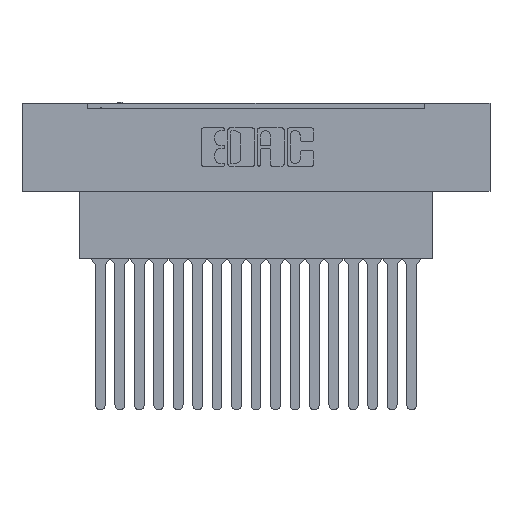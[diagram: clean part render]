
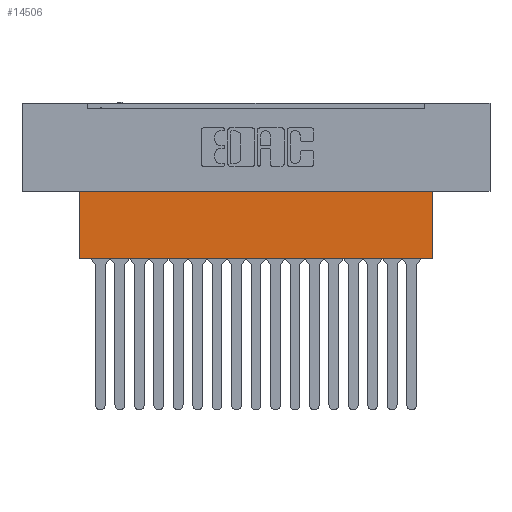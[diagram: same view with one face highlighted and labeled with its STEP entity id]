
A CAD part, top view. The second image highlights one B-rep face of the part: STEP entity #14506.
In plain terms, the highlighted planar face has unit normal (0, 0, 1).
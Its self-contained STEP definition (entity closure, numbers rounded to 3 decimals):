
#1348 = DIRECTION ( 'NONE',  ( 0., 1., 0. ) ) ;
#1373 = PLANE ( 'NONE',  #3966 ) ;
#2258 = ORIENTED_EDGE ( 'NONE', *, *, #19912, .F. ) ;
#3292 = LINE ( 'NONE', #10339, #20579 ) ;
#3966 = AXIS2_PLACEMENT_3D ( 'NONE', #14309, #18147, #23409 ) ;
#4087 = VECTOR ( 'NONE', #15147, 1000. ) ;
#6483 = EDGE_CURVE ( 'NONE', #8317, #10367, #16757, .T. ) ;
#6913 = VECTOR ( 'NONE', #11804, 1000. ) ;
#7175 = CARTESIAN_POINT ( 'NONE',  ( 61.112, -8.814, -3.962 ) ) ;
#7449 = ORIENTED_EDGE ( 'NONE', *, *, #14167, .F. ) ;
#7989 = FACE_OUTER_BOUND ( 'NONE', #8989, .T. ) ;
#8317 = VERTEX_POINT ( 'NONE', #19289 ) ;
#8409 = CARTESIAN_POINT ( 'NONE',  ( 7.468, 0., -3.962 ) ) ;
#8421 = CARTESIAN_POINT ( 'NONE',  ( 7.468, -8.814, -3.962 ) ) ;
#8843 = VECTOR ( 'NONE', #22078, 1000. ) ;
#8989 = EDGE_LOOP ( 'NONE', ( #7449, #12632, #14184, #2258 ) ) ;
#10339 = CARTESIAN_POINT ( 'NONE',  ( 7.468, -8.814, -3.962 ) ) ;
#10367 = VERTEX_POINT ( 'NONE', #19968 ) ;
#11423 = CARTESIAN_POINT ( 'NONE',  ( 61.112, 0., -3.962 ) ) ;
#11804 = DIRECTION ( 'NONE',  ( 0., -1., 0. ) ) ;
#12632 = ORIENTED_EDGE ( 'NONE', *, *, #6483, .F. ) ;
#13003 = LINE ( 'NONE', #11423, #4087 ) ;
#13252 = VERTEX_POINT ( 'NONE', #8409 ) ;
#13731 = LINE ( 'NONE', #7175, #8843 ) ;
#14167 = EDGE_CURVE ( 'NONE', #10367, #14961, #13731, .T. ) ;
#14184 = ORIENTED_EDGE ( 'NONE', *, *, #21729, .T. ) ;
#14309 = CARTESIAN_POINT ( 'NONE',  ( 61.112, 0., -3.962 ) ) ;
#14506 = ADVANCED_FACE ( 'NONE', ( #7989 ), #1373, .F. ) ;
#14961 = VERTEX_POINT ( 'NONE', #8421 ) ;
#15147 = DIRECTION ( 'NONE',  ( -1., 0., 0. ) ) ;
#16757 = LINE ( 'NONE', #17593, #6913 ) ;
#17593 = CARTESIAN_POINT ( 'NONE',  ( 53.645, -8.814, -3.962 ) ) ;
#18147 = DIRECTION ( 'NONE',  ( 0., 0., -1. ) ) ;
#19289 = CARTESIAN_POINT ( 'NONE',  ( 53.645, 0., -3.962 ) ) ;
#19912 = EDGE_CURVE ( 'NONE', #14961, #13252, #3292, .T. ) ;
#19968 = CARTESIAN_POINT ( 'NONE',  ( 53.645, -8.814, -3.962 ) ) ;
#20579 = VECTOR ( 'NONE', #1348, 1000. ) ;
#21729 = EDGE_CURVE ( 'NONE', #8317, #13252, #13003, .T. ) ;
#22078 = DIRECTION ( 'NONE',  ( -1., 0., 0. ) ) ;
#23409 = DIRECTION ( 'NONE',  ( 0., 1., 0. ) ) ;
